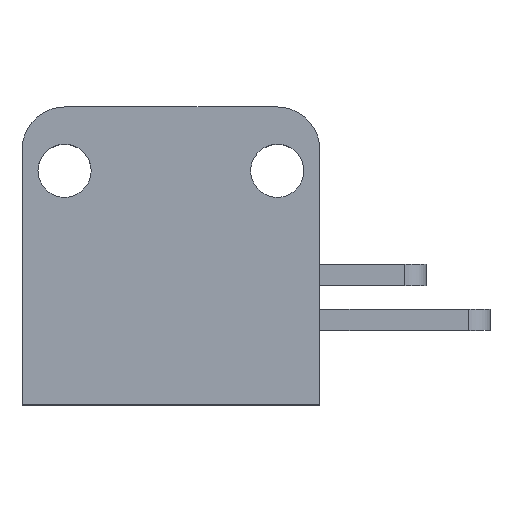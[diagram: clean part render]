
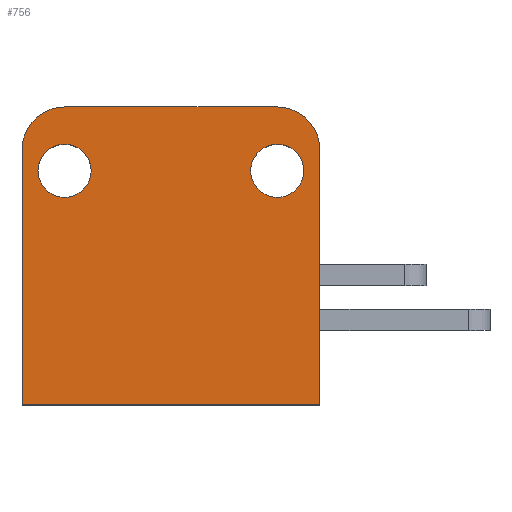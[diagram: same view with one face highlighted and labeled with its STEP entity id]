
A CAD part, top view. The second image highlights one B-rep face of the part: STEP entity #756.
In plain terms, the highlighted planar face has unit normal (0, 0, 1).
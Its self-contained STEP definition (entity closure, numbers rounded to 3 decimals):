
#11 = VERTEX_POINT ( 'NONE', #477 ) ;
#32 = LINE ( 'NONE', #39, #869 ) ;
#39 = CARTESIAN_POINT ( 'NONE',  ( -7., -14., 3. ) ) ;
#54 = DIRECTION ( 'NONE',  ( 1., 0., 0. ) ) ;
#59 = EDGE_LOOP ( 'NONE', ( #503, #229 ) ) ;
#71 = EDGE_LOOP ( 'NONE', ( #219, #862, #355, #338, #636, #366 ) ) ;
#83 = AXIS2_PLACEMENT_3D ( 'NONE', #874, #804, #170 ) ;
#85 = FACE_OUTER_BOUND ( 'NONE', #71, .T. ) ;
#128 = AXIS2_PLACEMENT_3D ( 'NONE', #530, #785, #789 ) ;
#129 = CARTESIAN_POINT ( 'NONE',  ( 5., -2., 3. ) ) ;
#133 = VERTEX_POINT ( 'NONE', #281 ) ;
#145 = LINE ( 'NONE', #298, #509 ) ;
#158 = DIRECTION ( 'NONE',  ( 1., 0., 0. ) ) ;
#166 = VERTEX_POINT ( 'NONE', #552 ) ;
#170 = DIRECTION ( 'NONE',  ( 1., 0., 0. ) ) ;
#175 = EDGE_CURVE ( 'NONE', #133, #814, #274, .T. ) ;
#181 = EDGE_CURVE ( 'NONE', #721, #133, #203, .T. ) ;
#190 = VERTEX_POINT ( 'NONE', #827 ) ;
#199 = CARTESIAN_POINT ( 'NONE',  ( 7., -14., 3. ) ) ;
#200 = ORIENTED_EDGE ( 'NONE', *, *, #354, .F. ) ;
#203 = CIRCLE ( 'NONE', #714, 2. ) ;
#213 = DIRECTION ( 'NONE',  ( 0., 0., 1. ) ) ;
#219 = ORIENTED_EDGE ( 'NONE', *, *, #175, .T. ) ;
#229 = ORIENTED_EDGE ( 'NONE', *, *, #608, .F. ) ;
#238 = CARTESIAN_POINT ( 'NONE',  ( -5., -3., 3. ) ) ;
#250 = VECTOR ( 'NONE', #561, 1000. ) ;
#261 = CARTESIAN_POINT ( 'NONE',  ( -6.25, -3., 3. ) ) ;
#274 = LINE ( 'NONE', #755, #250 ) ;
#277 = CARTESIAN_POINT ( 'NONE',  ( 0., 0., 3. ) ) ;
#281 = CARTESIAN_POINT ( 'NONE',  ( 5., 0., 3. ) ) ;
#298 = CARTESIAN_POINT ( 'NONE',  ( -7., 0., 3. ) ) ;
#309 = CIRCLE ( 'NONE', #883, 1.25 ) ;
#316 = DIRECTION ( 'NONE',  ( 0., 0., 1. ) ) ;
#327 = AXIS2_PLACEMENT_3D ( 'NONE', #277, #213, #653 ) ;
#338 = ORIENTED_EDGE ( 'NONE', *, *, #751, .T. ) ;
#350 = DIRECTION ( 'NONE',  ( 0., 0., 1. ) ) ;
#354 = EDGE_CURVE ( 'NONE', #505, #11, #659, .T. ) ;
#355 = ORIENTED_EDGE ( 'NONE', *, *, #849, .T. ) ;
#366 = ORIENTED_EDGE ( 'NONE', *, *, #181, .T. ) ;
#374 = DIRECTION ( 'NONE',  ( 0., -1., 0. ) ) ;
#379 = FACE_BOUND ( 'NONE', #59, .T. ) ;
#389 = CARTESIAN_POINT ( 'NONE',  ( 6.25, -3., 3. ) ) ;
#421 = CIRCLE ( 'NONE', #128, 1.25 ) ;
#435 = EDGE_CURVE ( 'NONE', #698, #721, #527, .T. ) ;
#438 = CARTESIAN_POINT ( 'NONE',  ( -5., 0., 3. ) ) ;
#443 = ORIENTED_EDGE ( 'NONE', *, *, #573, .F. ) ;
#447 = CIRCLE ( 'NONE', #83, 2. ) ;
#449 = FACE_BOUND ( 'NONE', #810, .T. ) ;
#456 = DIRECTION ( 'NONE',  ( 1., 0., 0. ) ) ;
#457 = DIRECTION ( 'NONE',  ( 0., 0., 1. ) ) ;
#477 = CARTESIAN_POINT ( 'NONE',  ( -3.75, -3., 3. ) ) ;
#495 = CARTESIAN_POINT ( 'NONE',  ( 7., -2., 3. ) ) ;
#498 = AXIS2_PLACEMENT_3D ( 'NONE', #238, #457, #735 ) ;
#503 = ORIENTED_EDGE ( 'NONE', *, *, #602, .F. ) ;
#505 = VERTEX_POINT ( 'NONE', #261 ) ;
#509 = VECTOR ( 'NONE', #374, 1000. ) ;
#522 = DIRECTION ( 'NONE',  ( 0., 0., 1. ) ) ;
#527 = LINE ( 'NONE', #662, #841 ) ;
#530 = CARTESIAN_POINT ( 'NONE',  ( 5., -3., 3. ) ) ;
#552 = CARTESIAN_POINT ( 'NONE',  ( 3.75, -3., 3. ) ) ;
#561 = DIRECTION ( 'NONE',  ( -1., 0., 0. ) ) ;
#570 = CIRCLE ( 'NONE', #800, 1.25 ) ;
#573 = EDGE_CURVE ( 'NONE', #11, #505, #309, .T. ) ;
#602 = EDGE_CURVE ( 'NONE', #166, #897, #570, .T. ) ;
#608 = EDGE_CURVE ( 'NONE', #897, #166, #421, .T. ) ;
#636 = ORIENTED_EDGE ( 'NONE', *, *, #435, .T. ) ;
#653 = DIRECTION ( 'NONE',  ( 1., 0., 0. ) ) ;
#654 = DIRECTION ( 'NONE',  ( 0., 1., 0. ) ) ;
#659 = CIRCLE ( 'NONE', #498, 1.25 ) ;
#662 = CARTESIAN_POINT ( 'NONE',  ( 7., 0., 3. ) ) ;
#663 = PLANE ( 'NONE',  #327 ) ;
#688 = CARTESIAN_POINT ( 'NONE',  ( -7., -2., 3. ) ) ;
#698 = VERTEX_POINT ( 'NONE', #199 ) ;
#710 = VERTEX_POINT ( 'NONE', #688 ) ;
#714 = AXIS2_PLACEMENT_3D ( 'NONE', #129, #350, #54 ) ;
#721 = VERTEX_POINT ( 'NONE', #495 ) ;
#726 = CARTESIAN_POINT ( 'NONE',  ( 5., -3., 3. ) ) ;
#735 = DIRECTION ( 'NONE',  ( 1., 0., 0. ) ) ;
#751 = EDGE_CURVE ( 'NONE', #190, #698, #32, .T. ) ;
#755 = CARTESIAN_POINT ( 'NONE',  ( -7., 0., 3. ) ) ;
#756 = ADVANCED_FACE ( 'NONE', ( #449, #85, #379 ), #663, .T. ) ;
#785 = DIRECTION ( 'NONE',  ( 0., 0., 1. ) ) ;
#789 = DIRECTION ( 'NONE',  ( 1., 0., 0. ) ) ;
#800 = AXIS2_PLACEMENT_3D ( 'NONE', #726, #522, #456 ) ;
#804 = DIRECTION ( 'NONE',  ( 0., 0., 1. ) ) ;
#810 = EDGE_LOOP ( 'NONE', ( #200, #443 ) ) ;
#814 = VERTEX_POINT ( 'NONE', #438 ) ;
#827 = CARTESIAN_POINT ( 'NONE',  ( -7., -14., 3. ) ) ;
#841 = VECTOR ( 'NONE', #654, 1000. ) ;
#849 = EDGE_CURVE ( 'NONE', #710, #190, #145, .T. ) ;
#862 = ORIENTED_EDGE ( 'NONE', *, *, #893, .T. ) ;
#869 = VECTOR ( 'NONE', #920, 1000. ) ;
#874 = CARTESIAN_POINT ( 'NONE',  ( -5., -2., 3. ) ) ;
#883 = AXIS2_PLACEMENT_3D ( 'NONE', #924, #316, #158 ) ;
#893 = EDGE_CURVE ( 'NONE', #814, #710, #447, .T. ) ;
#897 = VERTEX_POINT ( 'NONE', #389 ) ;
#920 = DIRECTION ( 'NONE',  ( 1., 0., 0. ) ) ;
#924 = CARTESIAN_POINT ( 'NONE',  ( -5., -3., 3. ) ) ;
